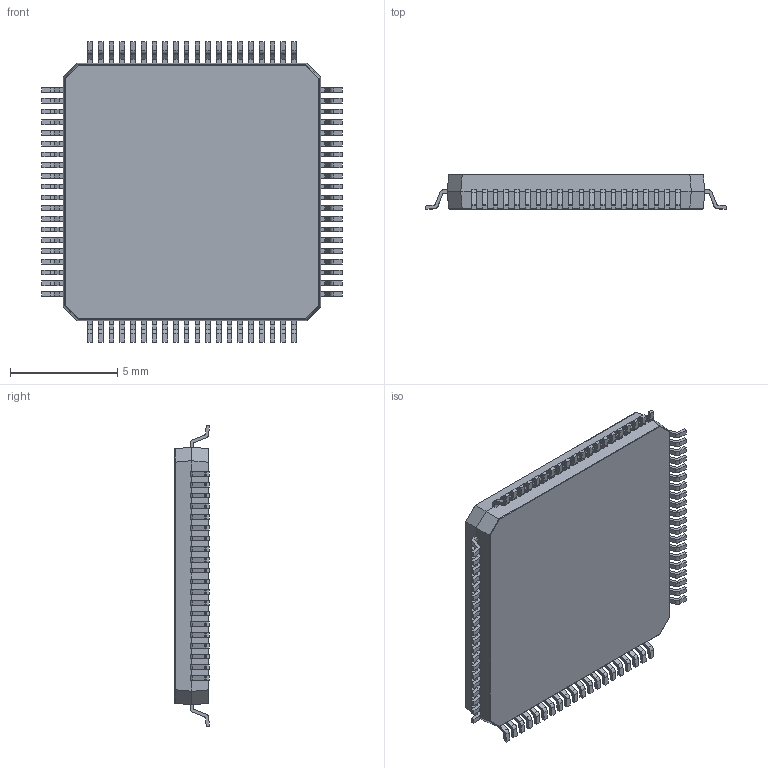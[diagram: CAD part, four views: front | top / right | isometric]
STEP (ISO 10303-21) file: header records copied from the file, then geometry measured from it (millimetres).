
FILE_DESCRIPTION (( 'STEP AP214' ), '1' );
FILE_NAME ('NXP LQFP-80 SOT315-1.STEP', '2016-10-31T19:23:13', ( '' ), ( '' ), 'SwSTEP 2.0', 'SolidWorks 2016', '' );
FILE_SCHEMA (( 'AUTOMOTIVE_DESIGN' ));
Length unit declared in the file: millimetre
Products named in the file (1): NXP LQFP-80 SOT315-1
Bounding box: 14.03 x 1.62 x 14.03 mm (x, y, z)
Volume: 230.2 mm3; surface area: 440 mm2
Topology: 1 solids, 1 shells, 1077 faces, 3222 edges, 2148 vertices
Faces by surface type: plane 739, cylinder 338
Entity records: 47627 total; most frequent: CARTESIAN_POINT 6544, ORIENTED_EDGE 6444, DIRECTION 5990, EDGE_CURVE 3222, LINE 2546, VECTOR 2546, VERTEX_POINT 2148, AXIS2_PLACEMENT_3D 1722
